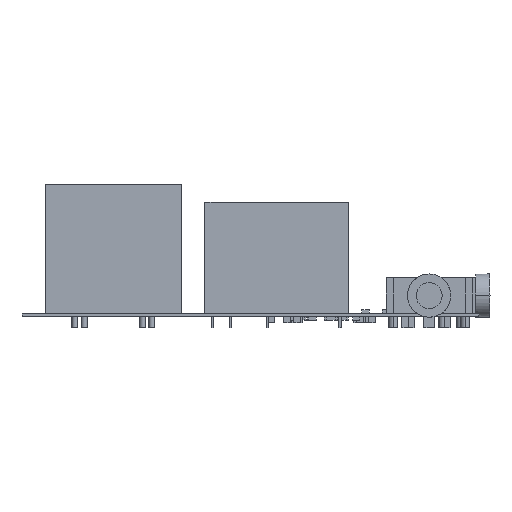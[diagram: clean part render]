
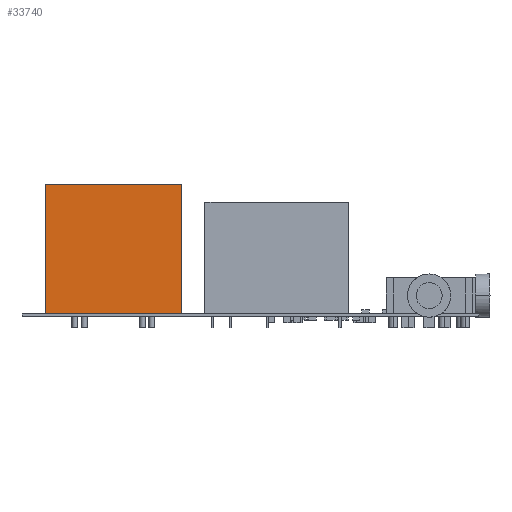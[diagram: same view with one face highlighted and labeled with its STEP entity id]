
A CAD part, left-side view. The second image highlights one B-rep face of the part: STEP entity #33740.
In plain terms, the highlighted planar face has unit normal (-1, 0, 0).
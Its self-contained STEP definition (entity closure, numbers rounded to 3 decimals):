
#33740 = ADVANCED_FACE('',(#33741),#33775,.F.);
#33741 = FACE_BOUND('',#33742,.T.);
#33742 = EDGE_LOOP('',(#33743,#33753,#33761,#33769));
#33743 = ORIENTED_EDGE('',*,*,#33744,.T.);
#33744 = EDGE_CURVE('',#33745,#33747,#33749,.T.);
#33745 = VERTEX_POINT('',#33746);
#33746 = CARTESIAN_POINT('',(-19.,9.5,0.));
#33747 = VERTEX_POINT('',#33748);
#33748 = CARTESIAN_POINT('',(-19.,-9.5,0.));
#33749 = LINE('',#33750,#33751);
#33750 = CARTESIAN_POINT('',(-19.,-9.5,0.));
#33751 = VECTOR('',#33752,1.);
#33752 = DIRECTION('',(0.,-1.,0.));
#33753 = ORIENTED_EDGE('',*,*,#33754,.F.);
#33754 = EDGE_CURVE('',#33755,#33747,#33757,.T.);
#33755 = VERTEX_POINT('',#33756);
#33756 = CARTESIAN_POINT('',(-19.,-9.5,18.));
#33757 = LINE('',#33758,#33759);
#33758 = CARTESIAN_POINT('',(-19.,-9.5,18.));
#33759 = VECTOR('',#33760,1.);
#33760 = DIRECTION('',(0.,0.,-1.));
#33761 = ORIENTED_EDGE('',*,*,#33762,.F.);
#33762 = EDGE_CURVE('',#33763,#33755,#33765,.T.);
#33763 = VERTEX_POINT('',#33764);
#33764 = CARTESIAN_POINT('',(-19.,9.5,18.));
#33765 = LINE('',#33766,#33767);
#33766 = CARTESIAN_POINT('',(-19.,-9.5,18.));
#33767 = VECTOR('',#33768,1.);
#33768 = DIRECTION('',(0.,-1.,0.));
#33769 = ORIENTED_EDGE('',*,*,#33770,.T.);
#33770 = EDGE_CURVE('',#33763,#33745,#33771,.T.);
#33771 = LINE('',#33772,#33773);
#33772 = CARTESIAN_POINT('',(-19.,9.5,18.));
#33773 = VECTOR('',#33774,1.);
#33774 = DIRECTION('',(0.,0.,-1.));
#33775 = PLANE('',#33776);
#33776 = AXIS2_PLACEMENT_3D('',#33777,#33778,#33779);
#33777 = CARTESIAN_POINT('',(-19.,-9.5,18.));
#33778 = DIRECTION('',(1.,0.,0.));
#33779 = DIRECTION('',(0.,1.,0.));
